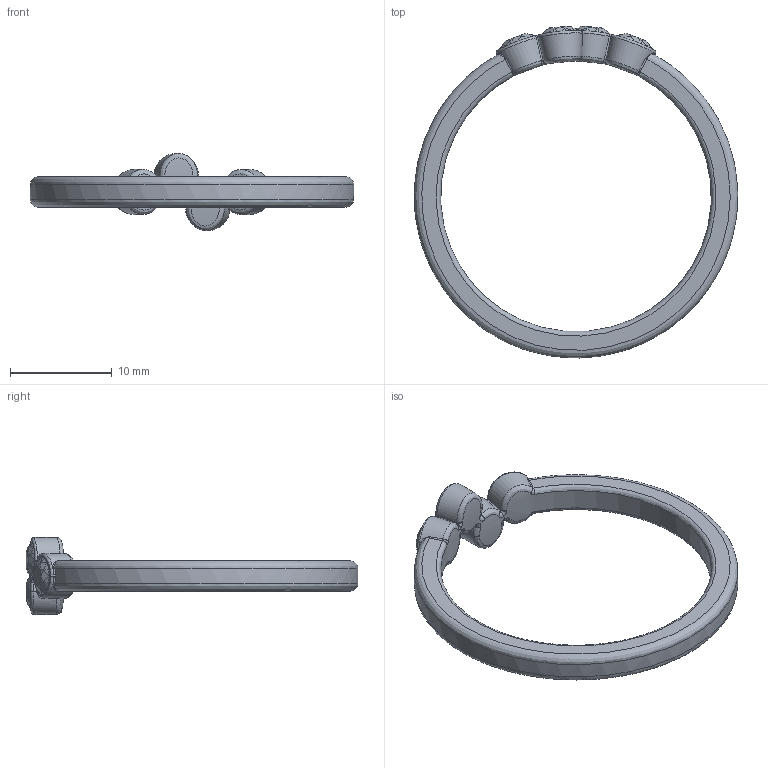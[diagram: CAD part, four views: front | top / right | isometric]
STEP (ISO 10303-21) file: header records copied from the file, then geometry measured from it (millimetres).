
FILE_DESCRIPTION(('FreeCAD Model'),'2;1');
FILE_NAME('Open CASCADE Shape Model','2025-04-27T17:53:37',('FreeCAD'),( 'FreeCAD'),'Open CASCADE STEP processor 7.6','FreeCAD','Unknown');
FILE_SCHEMA(('AUTOMOTIVE_DESIGN { 1 0 10303 214 1 1 1 1 }'));
Length unit declared in the file: millimetre
Products named in the file (1): Open CASCADE STEP translator 7.6 1
Bounding box: 31.72 x 32.55 x 7.56 mm (x, y, z)
Volume: 732.6 mm3; surface area: 1148.1 mm2
Topology: 5 solids, 5 shells, 458 faces, 877 edges, 431 vertices
Faces by surface type: bspline 458
Entity records: 21951 total; most frequent: CARTESIAN_POINT 16447, ORIENTED_EDGE 1754, EDGE_CURVE 877, B_SPLINE_CURVE_WITH_KNOTS 723, FACE_BOUND 462, EDGE_LOOP 462, ADVANCED_FACE 458, VERTEX_POINT 431
